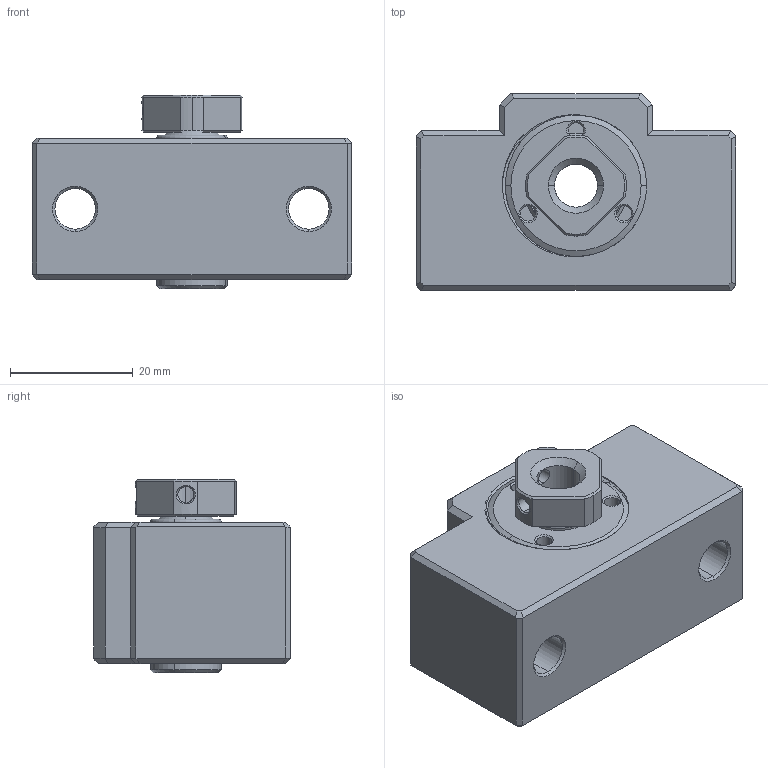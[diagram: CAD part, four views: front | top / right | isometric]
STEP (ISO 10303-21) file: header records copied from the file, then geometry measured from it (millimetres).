
FILE_DESCRIPTION(('HOOPS Exchange Step'),'2;1');
FILE_NAME('export-2A74A194-1FD6-4BA0-83EB-96FE1D18D766.stp','2024-05-30T10:36:37+02:00',('Engineering'),('Alibre'),'HOOPS Exchange 2023.0','Alibre','Unknown authorisation');
FILE_SCHEMA( ('AP242_MANAGED_MODEL_BASED_3D_ENGINEERING_MIM_LF {1 0 10303 442 1 1 4 }') );
Length unit declared in the file: millimetre
Products named in the file (1): 6867 EK08 Fixed Ballscrew Support Units (C3 quality)
Bounding box: 52 x 32 x 31.5 mm (x, y, z)
Surface area: 10104.4 mm2 (no closed solid volume)
Topology: 0 solids, 7 shells, 168 faces, 422 edges, 262 vertices
Faces by surface type: plane 64, cylinder 55, cone 36, torus 8, bspline 5
Entity records: 5687 total; most frequent: CARTESIAN_POINT 1701, DIRECTION 833, ORIENTED_EDGE 776, EDGE_CURVE 422, AXIS2_PLACEMENT_3D 307, VERTEX_POINT 262, VECTOR 219, LINE 219
